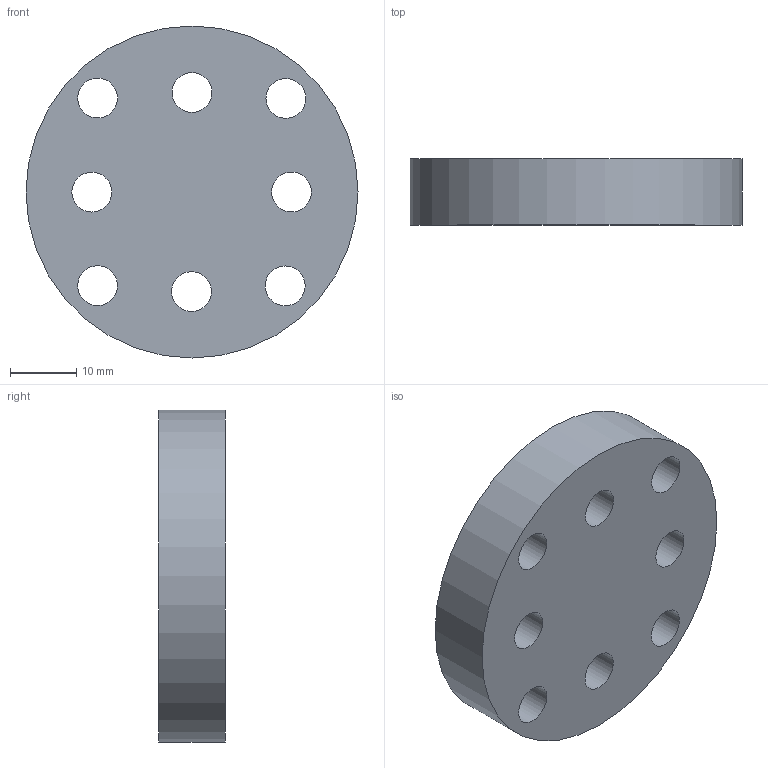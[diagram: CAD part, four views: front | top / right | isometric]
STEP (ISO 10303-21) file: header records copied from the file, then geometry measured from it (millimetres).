
FILE_DESCRIPTION(/* description */ (''),/* implementation_level */ '2;1');
FILE_NAME(/* name */ 'CarleyBracketMount v2.step',/* time_stamp */ '2019-08-09T15:54:31-07:00',/* author */ (''),/* organization */ (''),/* preprocessor_version */ 'ST-DEVELOPER v18',/* originating_system */ 'Autodesk Translation Framework v8.2.0.1029',/* authorisation */ '');
FILE_SCHEMA (('AUTOMOTIVE_DESIGN { 1 0 10303 214 3 1 1 }'));
Length unit declared in the file: millimetre
Products named in the file (3): CarleyBracketMount; B50; STUD_CONFIGURATOR
Assembly tree (2 placements, depth 2):
  CarleyBracketMount
    B50
    STUD_CONFIGURATOR
Bounding box: 50 x 10 x 50 mm (x, y, z)
Volume: 17373 mm3; surface area: 6553.4 mm2
Topology: 1 solids, 1 shells, 11 faces, 27 edges, 18 vertices
Faces by surface type: cylinder 9, plane 2
Full cylindrical faces by diameter (mm): 6 x8, 50 x1
Entity records: 455 total; most frequent: DIRECTION 77, CARTESIAN_POINT 61, ORIENTED_EDGE 54, AXIS2_PLACEMENT_3D 34, EDGE_LOOP 27, EDGE_CURVE 27, CIRCLE 18, VERTEX_POINT 18
